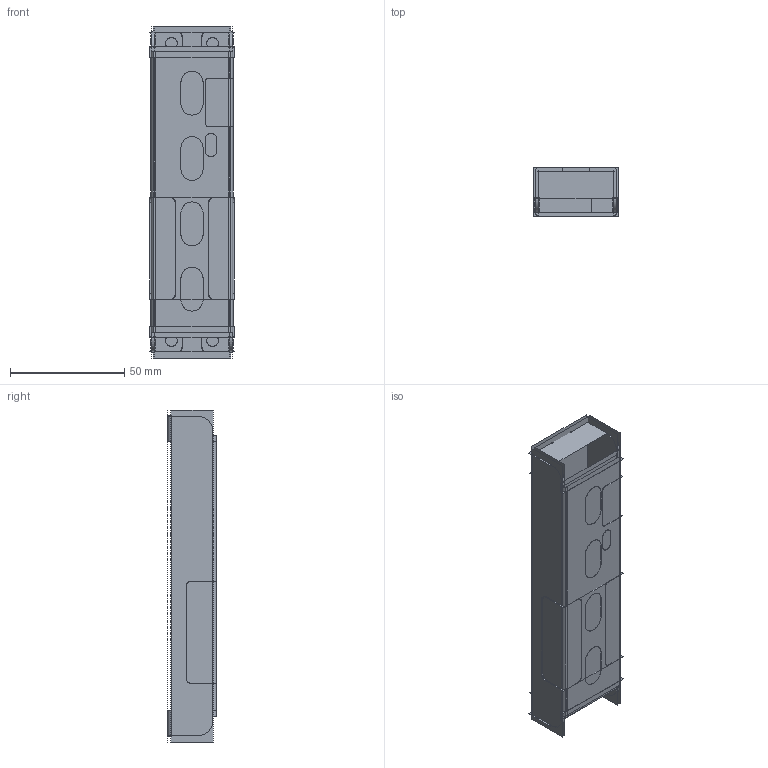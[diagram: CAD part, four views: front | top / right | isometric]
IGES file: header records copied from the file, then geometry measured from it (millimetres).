
Start section:  PTC IGES file: 170021.igs
Global section: file name: 170021.igs; native system: Pro/ENGINEER by Parametric Technology Corporation; preprocessor: 2009141; author: banengservice; organization: Unknown; date: 20130111.123753; units: millimetre
Bounding box: 37.09 x 21.67 x 145.29 mm (x, y, z)
Volume: 10278.4 mm3; surface area: 115300.1 mm2
Topology: 1 solids, 1 shells, 214 faces, 1172 edges, 1484 vertices
Faces by surface type: bspline 112, revolution 102
